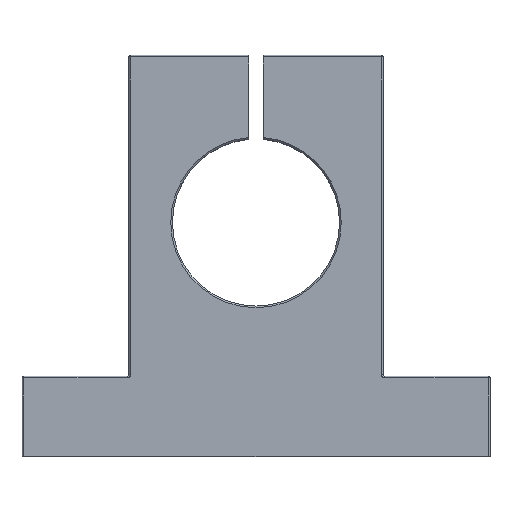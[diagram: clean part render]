
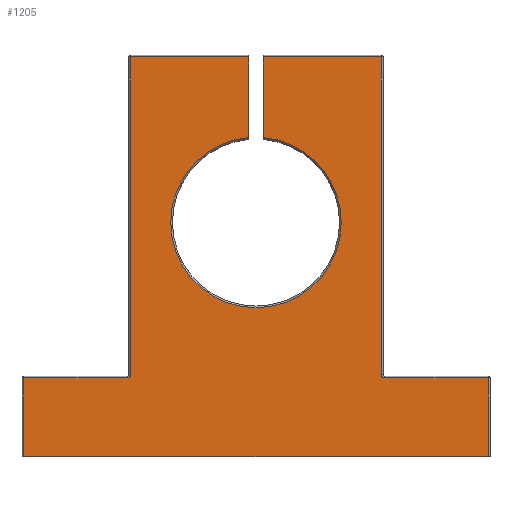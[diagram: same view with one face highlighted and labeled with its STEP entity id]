
A CAD part, top view. The second image highlights one B-rep face of the part: STEP entity #1205.
In plain terms, the highlighted planar face has unit normal (0, 0, 1).
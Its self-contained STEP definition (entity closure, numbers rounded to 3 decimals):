
#1 = CARTESIAN_POINT ( 'NONE',  ( -12.75, 35., 12. ) ) ;
#4 = CARTESIAN_POINT ( 'NONE',  ( 1.094, 47.703, 12. ) ) ;
#9 = VERTEX_POINT ( 'NONE', #4 ) ;
#11 = VERTEX_POINT ( 'NONE', #1 ) ;
#13 = VERTEX_POINT ( 'NONE', #97 ) ;
#27 = VERTEX_POINT ( 'NONE', #111 ) ;
#35 = VERTEX_POINT ( 'NONE', #119 ) ;
#38 = VERTEX_POINT ( 'NONE', #122 ) ;
#40 = VERTEX_POINT ( 'NONE', #124 ) ;
#41 = VERTEX_POINT ( 'NONE', #125 ) ;
#42 = VERTEX_POINT ( 'NONE', #126 ) ;
#48 = VERTEX_POINT ( 'NONE', #132 ) ;
#54 = VERTEX_POINT ( 'NONE', #138 ) ;
#61 = VERTEX_POINT ( 'NONE', #145 ) ;
#62 = VERTEX_POINT ( 'NONE', #146 ) ;
#73 = VERTEX_POINT ( 'NONE', #157 ) ;
#74 = VERTEX_POINT ( 'NONE', #158 ) ;
#75 = VERTEX_POINT ( 'NONE', #159 ) ;
#97 = CARTESIAN_POINT ( 'NONE',  ( 12.75, 35., 12. ) ) ;
#111 = CARTESIAN_POINT ( 'NONE',  ( -18.75, 12.25, 12. ) ) ;
#119 = CARTESIAN_POINT ( 'NONE',  ( -19.25, 11.75, 12. ) ) ;
#122 = CARTESIAN_POINT ( 'NONE',  ( -34.75, 0., 12. ) ) ;
#124 = CARTESIAN_POINT ( 'NONE',  ( 18.75, 59.75, 12. ) ) ;
#125 = CARTESIAN_POINT ( 'NONE',  ( 34.75, 0., 12. ) ) ;
#126 = CARTESIAN_POINT ( 'NONE',  ( 18.75, 12.25, 12. ) ) ;
#132 = CARTESIAN_POINT ( 'NONE',  ( -34.75, 11.75, 12. ) ) ;
#138 = CARTESIAN_POINT ( 'NONE',  ( 19.25, 11.75, 12. ) ) ;
#145 = CARTESIAN_POINT ( 'NONE',  ( -18.75, 59.75, 12. ) ) ;
#146 = CARTESIAN_POINT ( 'NONE',  ( 34.75, 11.75, 12. ) ) ;
#157 = CARTESIAN_POINT ( 'NONE',  ( -1.094, 59.75, 12. ) ) ;
#158 = CARTESIAN_POINT ( 'NONE',  ( -1.094, 47.703, 12. ) ) ;
#159 = CARTESIAN_POINT ( 'NONE',  ( 1.094, 59.75, 12. ) ) ;
#180 = CARTESIAN_POINT ( 'NONE',  ( 0., 35., 12. ) ) ;
#181 = DIRECTION ( 'NONE',  ( 0., 0., -1. ) ) ;
#182 = DIRECTION ( 'NONE',  ( 1., 0., 0. ) ) ;
#183 = CARTESIAN_POINT ( 'NONE',  ( 0., 35., 12. ) ) ;
#184 = DIRECTION ( 'NONE',  ( 0., 0., -1. ) ) ;
#185 = DIRECTION ( 'NONE',  ( 1., 0., 0. ) ) ;
#296 = VECTOR ( 'NONE', #1361, 1000. ) ;
#297 = CIRCLE ( 'NONE', #1080, 0.5 ) ;
#299 = LINE ( 'NONE', #1360, #296 ) ;
#336 = LINE ( 'NONE', #1375, #356 ) ;
#337 = VECTOR ( 'NONE', #1373, 1000. ) ;
#338 = LINE ( 'NONE', #1372, #337 ) ;
#341 = CIRCLE ( 'NONE', #1081, 0.5 ) ;
#343 = VECTOR ( 'NONE', #1359, 1000. ) ;
#345 = LINE ( 'NONE', #1355, #346 ) ;
#346 = VECTOR ( 'NONE', #1366, 1000. ) ;
#356 = VECTOR ( 'NONE', #1376, 1000. ) ;
#364 = CIRCLE ( 'NONE', #1077, 12.75 ) ;
#366 = EDGE_CURVE ( 'NONE', #9, #13, #852, .T. ) ;
#367 = EDGE_CURVE ( 'NONE', #13, #11, #853, .T. ) ;
#419 = EDGE_CURVE ( 'NONE', #73, #74, #917, .T. ) ;
#430 = EDGE_CURVE ( 'NONE', #9, #75, #929, .T. ) ;
#436 = EDGE_CURVE ( 'NONE', #40, #75, #941, .T. ) ;
#451 = EDGE_CURVE ( 'NONE', #38, #41, #965, .T. ) ;
#452 = EDGE_CURVE ( 'NONE', #61, #27, #967, .T. ) ;
#455 = EDGE_CURVE ( 'NONE', #73, #61, #958, .T. ) ;
#456 = EDGE_CURVE ( 'NONE', #35, #27, #297, .T. ) ;
#457 = EDGE_CURVE ( 'NONE', #11, #74, #364, .T. ) ;
#460 = EDGE_CURVE ( 'NONE', #35, #48, #973, .T. ) ;
#461 = EDGE_CURVE ( 'NONE', #48, #38, #299, .T. ) ;
#462 = EDGE_CURVE ( 'NONE', #42, #54, #341, .T. ) ;
#463 = EDGE_CURVE ( 'NONE', #41, #62, #345, .T. ) ;
#492 = EDGE_LOOP ( 'NONE', ( #651, #652, #653, #654, #655, #656, #657, #658, #659, #660, #661, #662, #663, #664, #665, #666 ) ) ;
#651 = ORIENTED_EDGE ( 'NONE', *, *, #430, .F. ) ;
#652 = ORIENTED_EDGE ( 'NONE', *, *, #366, .T. ) ;
#653 = ORIENTED_EDGE ( 'NONE', *, *, #367, .T. ) ;
#654 = ORIENTED_EDGE ( 'NONE', *, *, #457, .T. ) ;
#655 = ORIENTED_EDGE ( 'NONE', *, *, #419, .F. ) ;
#656 = ORIENTED_EDGE ( 'NONE', *, *, #455, .T. ) ;
#657 = ORIENTED_EDGE ( 'NONE', *, *, #452, .T. ) ;
#658 = ORIENTED_EDGE ( 'NONE', *, *, #456, .F. ) ;
#659 = ORIENTED_EDGE ( 'NONE', *, *, #460, .T. ) ;
#660 = ORIENTED_EDGE ( 'NONE', *, *, #461, .T. ) ;
#661 = ORIENTED_EDGE ( 'NONE', *, *, #451, .T. ) ;
#662 = ORIENTED_EDGE ( 'NONE', *, *, #463, .T. ) ;
#663 = ORIENTED_EDGE ( 'NONE', *, *, #978, .T. ) ;
#664 = ORIENTED_EDGE ( 'NONE', *, *, #462, .F. ) ;
#665 = ORIENTED_EDGE ( 'NONE', *, *, #977, .T. ) ;
#666 = ORIENTED_EDGE ( 'NONE', *, *, #436, .T. ) ;
#852 = CIRCLE ( 'NONE', #1042, 12.75 ) ;
#853 = CIRCLE ( 'NONE', #1044, 12.75 ) ;
#898 = VECTOR ( 'NONE', #1266, 1000. ) ;
#917 = LINE ( 'NONE', #1265, #898 ) ;
#929 = LINE ( 'NONE', #1293, #930 ) ;
#930 = VECTOR ( 'NONE', #1294, 1000. ) ;
#941 = LINE ( 'NONE', #1306, #942 ) ;
#942 = VECTOR ( 'NONE', #1307, 1000. ) ;
#958 = LINE ( 'NONE', #1344, #959 ) ;
#959 = VECTOR ( 'NONE', #1345, 1000. ) ;
#965 = LINE ( 'NONE', #1334, #966 ) ;
#966 = VECTOR ( 'NONE', #1335, 1000. ) ;
#967 = LINE ( 'NONE', #1336, #968 ) ;
#968 = VECTOR ( 'NONE', #1337, 1000. ) ;
#973 = LINE ( 'NONE', #1358, #343 ) ;
#977 = EDGE_CURVE ( 'NONE', #42, #40, #338, .T. ) ;
#978 = EDGE_CURVE ( 'NONE', #62, #54, #336, .T. ) ;
#1042 = AXIS2_PLACEMENT_3D ( 'NONE', #180, #181, #182 ) ;
#1044 = AXIS2_PLACEMENT_3D ( 'NONE', #183, #184, #185 ) ;
#1077 = AXIS2_PLACEMENT_3D ( 'NONE', #1349, #1351, #1352 ) ;
#1080 = AXIS2_PLACEMENT_3D ( 'NONE', #1338, #1347, #1348 ) ;
#1081 = AXIS2_PLACEMENT_3D ( 'NONE', #1350, #1363, #1364 ) ;
#1143 = AXIS2_PLACEMENT_3D ( 'NONE', #1583, #1593, #1594 ) ;
#1205 = ADVANCED_FACE ( 'NONE', ( #1811 ), #1553, .T. ) ;
#1265 = CARTESIAN_POINT ( 'NONE',  ( -1.094, 60., 12. ) ) ;
#1266 = DIRECTION ( 'NONE',  ( 0., -1., 0. ) ) ;
#1293 = CARTESIAN_POINT ( 'NONE',  ( 1.094, 60., 12. ) ) ;
#1294 = DIRECTION ( 'NONE',  ( 0., 1., 0. ) ) ;
#1306 = CARTESIAN_POINT ( 'NONE',  ( -19., 59.75, 12. ) ) ;
#1307 = DIRECTION ( 'NONE',  ( -1., 0., 0. ) ) ;
#1334 = CARTESIAN_POINT ( 'NONE',  ( -35., 0., 12. ) ) ;
#1335 = DIRECTION ( 'NONE',  ( 1., 0., 0. ) ) ;
#1336 = CARTESIAN_POINT ( 'NONE',  ( -18.75, 12., 12. ) ) ;
#1337 = DIRECTION ( 'NONE',  ( 0., -1., 0. ) ) ;
#1338 = CARTESIAN_POINT ( 'NONE',  ( -19.25, 12.25, 12. ) ) ;
#1344 = CARTESIAN_POINT ( 'NONE',  ( -19., 59.75, 12. ) ) ;
#1345 = DIRECTION ( 'NONE',  ( -1., 0., 0. ) ) ;
#1347 = DIRECTION ( 'NONE',  ( 0., 0., 1. ) ) ;
#1348 = DIRECTION ( 'NONE',  ( 1., 0., 0. ) ) ;
#1349 = CARTESIAN_POINT ( 'NONE',  ( 0., 35., 12. ) ) ;
#1350 = CARTESIAN_POINT ( 'NONE',  ( 19.25, 12.25, 12. ) ) ;
#1351 = DIRECTION ( 'NONE',  ( 0., 0., -1. ) ) ;
#1352 = DIRECTION ( 'NONE',  ( 1., 0., 0. ) ) ;
#1355 = CARTESIAN_POINT ( 'NONE',  ( 34.75, 12., 12. ) ) ;
#1358 = CARTESIAN_POINT ( 'NONE',  ( -35., 11.75, 12. ) ) ;
#1359 = DIRECTION ( 'NONE',  ( -1., 0., 0. ) ) ;
#1360 = CARTESIAN_POINT ( 'NONE',  ( -34.75, 0., 12. ) ) ;
#1361 = DIRECTION ( 'NONE',  ( 0., -1., 0. ) ) ;
#1363 = DIRECTION ( 'NONE',  ( 0., 0., 1. ) ) ;
#1364 = DIRECTION ( 'NONE',  ( 1., 0., 0. ) ) ;
#1366 = DIRECTION ( 'NONE',  ( 0., 1., 0. ) ) ;
#1372 = CARTESIAN_POINT ( 'NONE',  ( 18.75, 60., 12. ) ) ;
#1373 = DIRECTION ( 'NONE',  ( 0., 1., 0. ) ) ;
#1375 = CARTESIAN_POINT ( 'NONE',  ( 19., 11.75, 12. ) ) ;
#1376 = DIRECTION ( 'NONE',  ( -1., 0., 0. ) ) ;
#1553 = PLANE ( 'NONE',  #1143 ) ;
#1583 = CARTESIAN_POINT ( 'NONE',  ( 19., 60., 12. ) ) ;
#1593 = DIRECTION ( 'NONE',  ( 0., 0., 1. ) ) ;
#1594 = DIRECTION ( 'NONE',  ( 1., 0., 0. ) ) ;
#1811 = FACE_OUTER_BOUND ( 'NONE', #492, .T. ) ;
